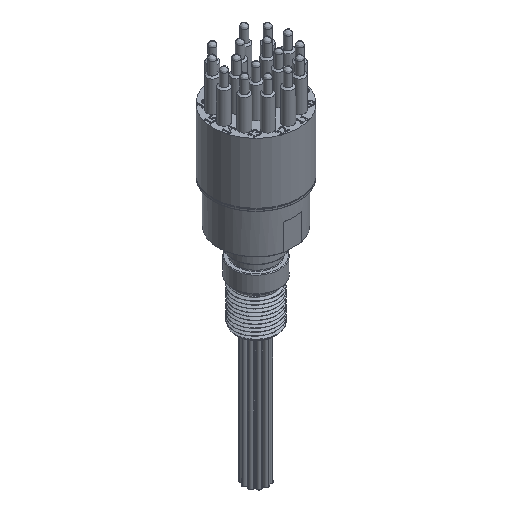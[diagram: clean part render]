
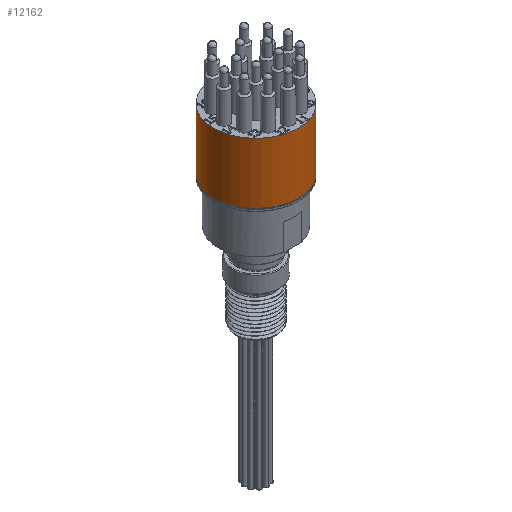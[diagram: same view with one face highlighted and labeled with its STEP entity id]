
A CAD part, isometric view. The second image highlights one B-rep face of the part: STEP entity #12162.
In plain terms, the highlighted cylindrical face has radius 12.675 mm (diameter 25.349 mm), a full revolution.
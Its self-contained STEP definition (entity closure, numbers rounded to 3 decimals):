
#3078=FACE_BOUND($,#5005,.T.);
#3231=CIRCLE($,#12820,12.675);
#3296=CIRCLE($,#12941,12.675);
#3550=CYLINDRICAL_SURFACE($,#12953,12.675);
#4100=FACE_OUTER_BOUND($,#5004,.T.);
#5004=EDGE_LOOP($,(#10772));
#5005=EDGE_LOOP($,(#10773));
#6477=VERTEX_POINT($,#22740);
#6542=VERTEX_POINT($,#22926);
#7945=EDGE_CURVE($,#6477,#6477,#3231,.T.);
#8010=EDGE_CURVE($,#6542,#6542,#3296,.T.);
#10772=ORIENTED_EDGE($,*,*,#8010,.F.);
#10773=ORIENTED_EDGE($,*,*,#7945,.F.);
#12162=ADVANCED_FACE($,(#4100,#3078),#3550,.T.);
#12820=AXIS2_PLACEMENT_3D($,#22741,#14712,#14713);
#12941=AXIS2_PLACEMENT_3D($,#22927,#14954,#14955);
#12953=AXIS2_PLACEMENT_3D($,#22946,#14978,#14979);
#14712=DIRECTION('center_axis',(0.,0.,1.));
#14713=DIRECTION('ref_axis',(1.,0.,0.));
#14954=DIRECTION('center_axis',(0.,0.,-1.));
#14955=DIRECTION('ref_axis',(1.,0.,0.));
#14978=DIRECTION('center_axis',(0.,0.,1.));
#14979=DIRECTION('ref_axis',(1.,0.,0.));
#22740=CARTESIAN_POINT('',(12.675,0.,14.986));
#22741=CARTESIAN_POINT('Origin',(0.,0.,14.986));
#22926=CARTESIAN_POINT('',(12.675,0.,-3.378));
#22927=CARTESIAN_POINT('Origin',(0.,0.,-3.378));
#22946=CARTESIAN_POINT('Origin',(0.,0.,-3.378));
